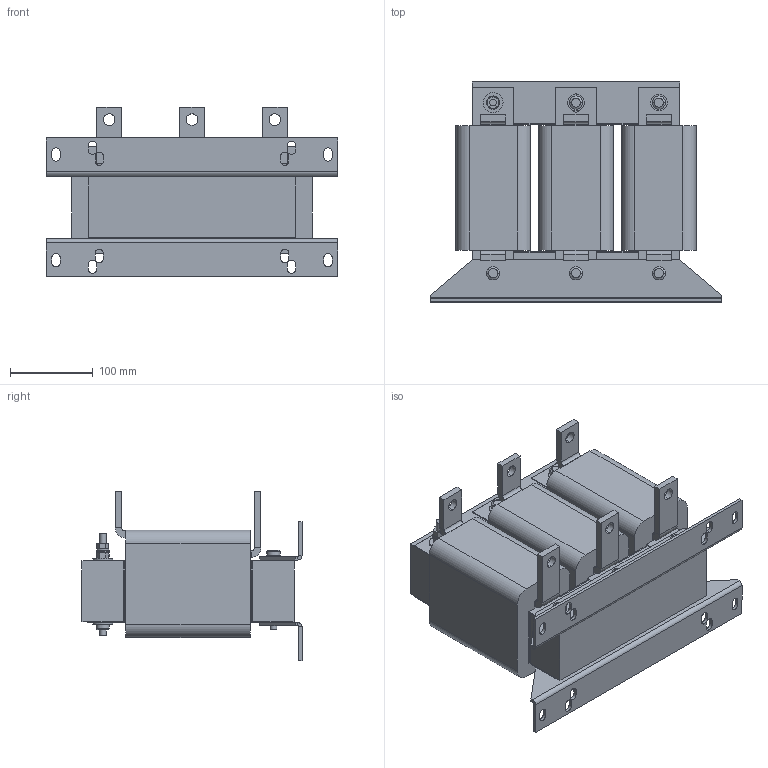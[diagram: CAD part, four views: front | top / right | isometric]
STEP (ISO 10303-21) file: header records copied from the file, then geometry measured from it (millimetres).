
FILE_DESCRIPTION (( 'STEP AP214' ), '1' );
FILE_NAME ('218113.STEP', '2020-06-02T06:09:41', ( '' ), ( '' ), 'SwSTEP 2.0', 'SolidWorks 2018', '' );
FILE_SCHEMA (( 'AUTOMOTIVE_DESIGN' ));
Length unit declared in the file: millimetre
Products named in the file (1): 218113
Bounding box: 352 x 265.4 x 204.5 mm (x, y, z)
Volume: 7443947.3 mm3; surface area: 496907.3 mm2
Topology: 1 solids, 4 shells, 462 faces, 1160 edges, 732 vertices
Faces by surface type: plane 302, cylinder 146, sphere 12, torus 2
Entity records: 13860 total; most frequent: DIRECTION 2430, CARTESIAN_POINT 2375, ORIENTED_EDGE 2320, EDGE_CURVE 1160, AXIS2_PLACEMENT_3D 811, VECTOR 808, LINE 808, VERTEX_POINT 732
